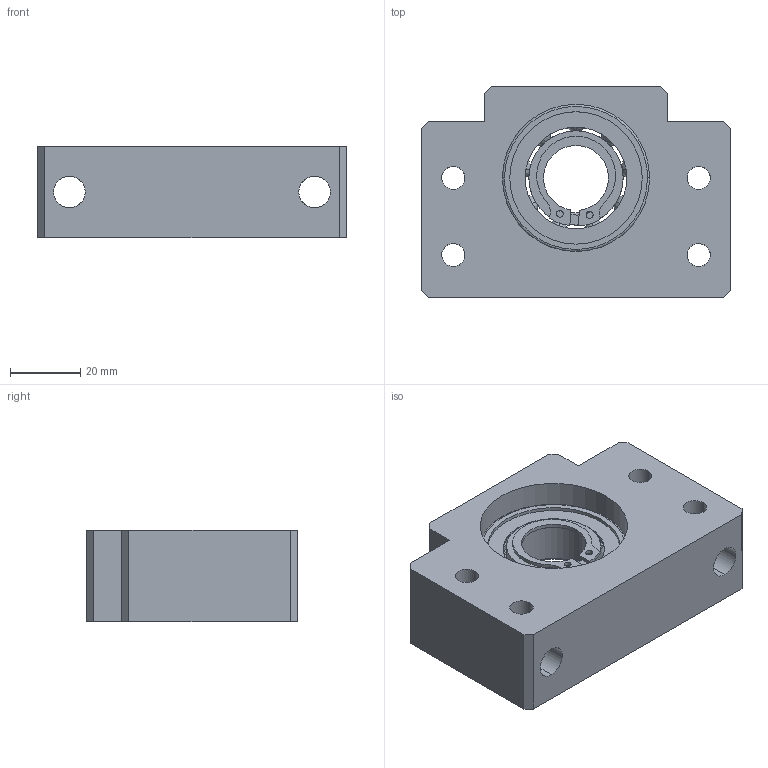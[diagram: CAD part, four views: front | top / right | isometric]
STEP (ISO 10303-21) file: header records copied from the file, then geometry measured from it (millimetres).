
FILE_DESCRIPTION (( 'STEP AP214' ), '1' );
FILE_NAME ('BF20.STEP', '2019-04-04T07:58:07', ( '' ), ( '' ), 'SwSTEP 2.0', 'SolidWorks 2015', '' );
FILE_SCHEMA (( 'AUTOMOTIVE_DESIGN' ));
Length unit declared in the file: millimetre
Products named in the file (1): BF20
Bounding box: 88 x 60 x 26 mm (x, y, z)
Volume: 89173.2 mm3; surface area: 31216.4 mm2
Topology: 3 solids, 3 shells, 756 faces, 2217 edges, 1473 vertices
Faces by surface type: plane 564, bspline 127, cylinder 65
Entity records: 29760 total; most frequent: CARTESIAN_POINT 10474, ORIENTED_EDGE 4426, DIRECTION 3366, EDGE_CURVE 2213, LINE 1600, VECTOR 1600, VERTEX_POINT 1471, AXIS2_PLACEMENT_3D 883
